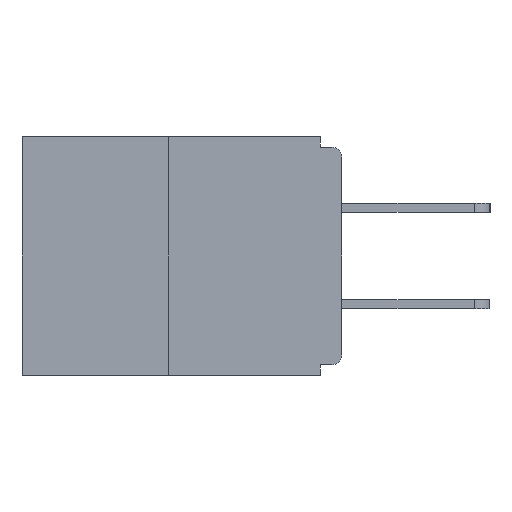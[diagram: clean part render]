
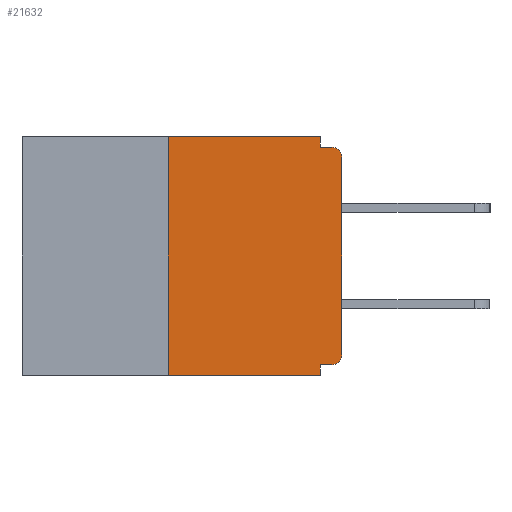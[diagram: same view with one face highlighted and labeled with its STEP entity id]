
A CAD part, left-side view. The second image highlights one B-rep face of the part: STEP entity #21632.
In plain terms, the highlighted planar face has unit normal (-1, 0, 0).
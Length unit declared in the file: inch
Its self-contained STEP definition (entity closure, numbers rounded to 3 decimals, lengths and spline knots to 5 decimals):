
#330 = VERTEX_POINT ( 'NONE', #16067 ) ;
#362 = DIRECTION ( 'NONE',  ( 0., 0., -1. ) ) ;
#502 = DIRECTION ( 'NONE',  ( -1., 0., 0. ) ) ;
#643 = CARTESIAN_POINT ( 'NONE',  ( 0., 0.015, -0.015 ) ) ;
#888 = DIRECTION ( 'NONE',  ( 0., -1., 0. ) ) ;
#1154 = VERTEX_POINT ( 'NONE', #643 ) ;
#1340 = LINE ( 'NONE', #18218, #14754 ) ;
#1371 = ORIENTED_EDGE ( 'NONE', *, *, #5874, .F. ) ;
#1445 = VERTEX_POINT ( 'NONE', #14684 ) ;
#1527 = CARTESIAN_POINT ( 'NONE',  ( 0., 0.031, -0.015 ) ) ;
#2212 = ORIENTED_EDGE ( 'NONE', *, *, #2370, .T. ) ;
#2370 = EDGE_CURVE ( 'NONE', #15702, #17387, #22134, .T. ) ;
#2467 = ORIENTED_EDGE ( 'NONE', *, *, #7131, .F. ) ;
#2495 = DIRECTION ( 'NONE',  ( 0., 0., -1. ) ) ;
#2604 = DIRECTION ( 'NONE',  ( 0., 0., -1. ) ) ;
#2677 = CARTESIAN_POINT ( 'NONE',  ( 0., 0.015, -0.313 ) ) ;
#2860 = EDGE_CURVE ( 'NONE', #17387, #330, #16445, .T. ) ;
#3041 = DIRECTION ( 'NONE',  ( 0., 0., 1. ) ) ;
#3462 = VECTOR ( 'NONE', #11581, 39.37008 ) ;
#3794 = DIRECTION ( 'NONE',  ( 0., 1., 0. ) ) ;
#3834 = LINE ( 'NONE', #12921, #13106 ) ;
#4049 = ORIENTED_EDGE ( 'NONE', *, *, #10411, .T. ) ;
#4169 = VECTOR ( 'NONE', #3041, 39.37008 ) ;
#4662 = CIRCLE ( 'NONE', #18219, 0.015 ) ;
#4784 = VECTOR ( 'NONE', #20615, 39.37008 ) ;
#5286 = VERTEX_POINT ( 'NONE', #17699 ) ;
#5874 = EDGE_CURVE ( 'NONE', #11302, #1154, #10303, .T. ) ;
#6794 = FACE_OUTER_BOUND ( 'NONE', #11591, .T. ) ;
#7131 = EDGE_CURVE ( 'NONE', #5286, #1445, #21496, .T. ) ;
#7382 = ORIENTED_EDGE ( 'NONE', *, *, #18108, .F. ) ;
#7838 = DIRECTION ( 'NONE',  ( 0., 0., -1. ) ) ;
#7847 = ORIENTED_EDGE ( 'NONE', *, *, #17888, .F. ) ;
#8243 = CARTESIAN_POINT ( 'NONE',  ( 0., 0., -0.313 ) ) ;
#8917 = CARTESIAN_POINT ( 'NONE',  ( 0., 0.25, 0. ) ) ;
#9444 = CARTESIAN_POINT ( 'NONE',  ( 0., 0., -0.015 ) ) ;
#9615 = CARTESIAN_POINT ( 'NONE',  ( 0., 0.031, 0. ) ) ;
#9637 = DIRECTION ( 'NONE',  ( 0., -1., 0. ) ) ;
#10043 = CARTESIAN_POINT ( 'NONE',  ( 0., 0.031, -0.343 ) ) ;
#10303 = LINE ( 'NONE', #9444, #3462 ) ;
#10411 = EDGE_CURVE ( 'NONE', #330, #1154, #4662, .T. ) ;
#10649 = EDGE_CURVE ( 'NONE', #15702, #5286, #16146, .T. ) ;
#10871 = DIRECTION ( 'NONE',  ( 1., 0., 0. ) ) ;
#10909 = ORIENTED_EDGE ( 'NONE', *, *, #2860, .T. ) ;
#11257 = EDGE_CURVE ( 'NONE', #17798, #1445, #1340, .T. ) ;
#11302 = VERTEX_POINT ( 'NONE', #1527 ) ;
#11581 = DIRECTION ( 'NONE',  ( 0., -1., 0. ) ) ;
#11591 = EDGE_LOOP ( 'NONE', ( #7847, #21730, #12621, #2467, #21088, #2212, #10909, #4049, #1371, #7382 ) ) ;
#12621 = ORIENTED_EDGE ( 'NONE', *, *, #11257, .T. ) ;
#12714 = CARTESIAN_POINT ( 'NONE',  ( 0., 0., -0.328 ) ) ;
#12889 = CARTESIAN_POINT ( 'NONE',  ( 0., 0.015, -0.328 ) ) ;
#12921 = CARTESIAN_POINT ( 'NONE',  ( 0., 0.46, 0. ) ) ;
#13106 = VECTOR ( 'NONE', #888, 39.37008 ) ;
#14246 = CARTESIAN_POINT ( 'NONE',  ( 0., 0.25, -0.343 ) ) ;
#14684 = CARTESIAN_POINT ( 'NONE',  ( 0., 0.031, -0.343 ) ) ;
#14754 = VECTOR ( 'NONE', #9637, 39.37008 ) ;
#15194 = AXIS2_PLACEMENT_3D ( 'NONE', #21375, #10871, #362 ) ;
#15702 = VERTEX_POINT ( 'NONE', #12889 ) ;
#15842 = VECTOR ( 'NONE', #7838, 39.37008 ) ;
#15919 = LINE ( 'NONE', #17010, #4169 ) ;
#16067 = CARTESIAN_POINT ( 'NONE',  ( 0., 0., -0.03 ) ) ;
#16146 = LINE ( 'NONE', #12714, #18062 ) ;
#16152 = VERTEX_POINT ( 'NONE', #8917 ) ;
#16425 = VERTEX_POINT ( 'NONE', #9615 ) ;
#16445 = LINE ( 'NONE', #16882, #16692 ) ;
#16518 = EDGE_CURVE ( 'NONE', #17798, #16152, #15919, .T. ) ;
#16560 = CARTESIAN_POINT ( 'NONE',  ( 0., 0.031, 0. ) ) ;
#16692 = VECTOR ( 'NONE', #18279, 39.37008 ) ;
#16882 = CARTESIAN_POINT ( 'NONE',  ( 0., 0., 0. ) ) ;
#17010 = CARTESIAN_POINT ( 'NONE',  ( 0., 0.25, 0. ) ) ;
#17387 = VERTEX_POINT ( 'NONE', #8243 ) ;
#17699 = CARTESIAN_POINT ( 'NONE',  ( 0., 0.031, -0.328 ) ) ;
#17798 = VERTEX_POINT ( 'NONE', #14246 ) ;
#17888 = EDGE_CURVE ( 'NONE', #16152, #16425, #3834, .T. ) ;
#18040 = LINE ( 'NONE', #16560, #15842 ) ;
#18062 = VECTOR ( 'NONE', #3794, 39.37008 ) ;
#18108 = EDGE_CURVE ( 'NONE', #16425, #11302, #18040, .T. ) ;
#18218 = CARTESIAN_POINT ( 'NONE',  ( 0., 0.46, -0.343 ) ) ;
#18219 = AXIS2_PLACEMENT_3D ( 'NONE', #21790, #502, #2495 ) ;
#18279 = DIRECTION ( 'NONE',  ( 0., 0., 1. ) ) ;
#19577 = PLANE ( 'NONE',  #15194 ) ;
#20615 = DIRECTION ( 'NONE',  ( 0., 0., -1. ) ) ;
#20743 = AXIS2_PLACEMENT_3D ( 'NONE', #2677, #21828, #2604 ) ;
#21088 = ORIENTED_EDGE ( 'NONE', *, *, #10649, .F. ) ;
#21375 = CARTESIAN_POINT ( 'NONE',  ( 0., 0.46, 0. ) ) ;
#21496 = LINE ( 'NONE', #10043, #4784 ) ;
#21632 = ADVANCED_FACE ( 'NONE', ( #6794 ), #19577, .F. ) ;
#21730 = ORIENTED_EDGE ( 'NONE', *, *, #16518, .F. ) ;
#21790 = CARTESIAN_POINT ( 'NONE',  ( 0., 0.015, -0.03 ) ) ;
#21828 = DIRECTION ( 'NONE',  ( -1., 0., 0. ) ) ;
#22134 = CIRCLE ( 'NONE', #20743, 0.015 ) ;
